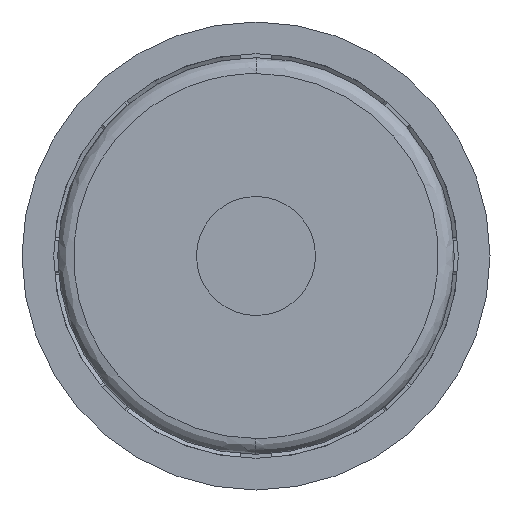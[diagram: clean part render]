
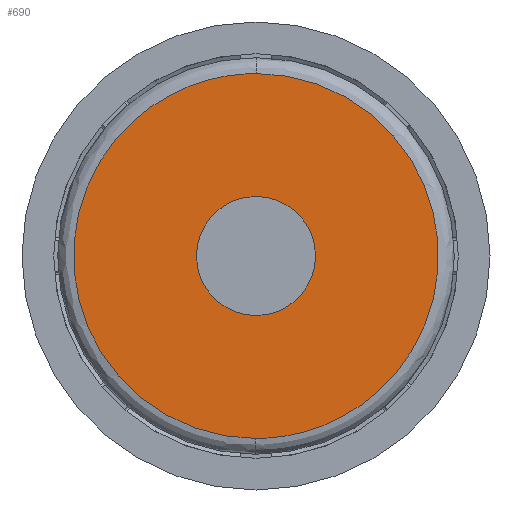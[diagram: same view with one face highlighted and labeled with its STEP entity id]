
A CAD part, front view. The second image highlights one B-rep face of the part: STEP entity #690.
In plain terms, the highlighted planar face has unit normal (0, -1, 0).
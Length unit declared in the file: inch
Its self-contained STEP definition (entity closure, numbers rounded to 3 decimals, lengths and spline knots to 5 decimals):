
#191 = FACE_OUTER_BOUND ( 'NONE', #9584, .T. ) ;
#668 = CARTESIAN_POINT ( 'NONE',  ( -0.56842, 0.35621, 2.74892 ) ) ;
#678 = DIRECTION ( 'NONE',  ( 0., -1., 0. ) ) ;
#690 = ADVANCED_FACE ( 'NONE', ( #4488, #191 ), #4705, .T. ) ;
#744 = CARTESIAN_POINT ( 'NONE',  ( 1.23967, 0.35621, 1.83757 ) ) ;
#763 = CIRCLE ( 'NONE', #5649, 0.29528 ) ;
#1207 = CARTESIAN_POINT ( 'NONE',  ( 1.24259, 0.35621, 2.74308 ) ) ;
#1461 = EDGE_CURVE ( 'NONE', #10222, #7066, #8547, .T. ) ;
#1473 = AXIS2_PLACEMENT_3D ( 'NONE', #7047, #678, #6305 ) ;
#1558 = DIRECTION ( 'NONE',  ( -0.003, 0., -1. ) ) ;
#1777 = CARTESIAN_POINT ( 'NONE',  ( 1.24062, 0.35621, 2.13285 ) ) ;
#2176 = EDGE_LOOP ( 'NONE', ( #2811, #8274 ) ) ;
#2287 = CARTESIAN_POINT ( 'NONE',  ( 1.23675, 0.35621, 0.93206 ) ) ;
#2604 = CARTESIAN_POINT ( 'NONE',  ( 1.23967, 0.35621, 1.83757 ) ) ;
#2696 =( BOUNDED_CURVE ( )  B_SPLINE_CURVE ( 3, ( #2287, #10264, #668, #6298 ),
 .UNSPECIFIED., .F., .F. ) 
 B_SPLINE_CURVE_WITH_KNOTS ( ( 4, 4 ),
 ( 0., 1. ),
 .UNSPECIFIED. ) 
 CURVE ( )  GEOMETRIC_REPRESENTATION_ITEM ( )  RATIONAL_B_SPLINE_CURVE ( ( 1., 0.333, 0.333, 1. ) ) 
 REPRESENTATION_ITEM ( '' )  );
#2811 = ORIENTED_EDGE ( 'NONE', *, *, #4197, .T. ) ;
#2821 = CARTESIAN_POINT ( 'NONE',  ( 3.0536, 0.35621, 2.73724 ) ) ;
#3424 = DIRECTION ( 'NONE',  ( -0.003, 0., -1. ) ) ;
#3715 = EDGE_CURVE ( 'NONE', #5117, #9363, #763, .T. ) ;
#3811 = ORIENTED_EDGE ( 'NONE', *, *, #5317, .F. ) ;
#4197 = EDGE_CURVE ( 'NONE', #9363, #5117, #9695, .T. ) ;
#4437 = CARTESIAN_POINT ( 'NONE',  ( 1.23675, 0.35621, 0.93206 ) ) ;
#4488 = FACE_BOUND ( 'NONE', #2176, .T. ) ;
#4705 = PLANE ( 'NONE',  #1473 ) ;
#5117 = VERTEX_POINT ( 'NONE', #1777 ) ;
#5317 = EDGE_CURVE ( 'NONE', #7066, #10222, #2696, .T. ) ;
#5649 = AXIS2_PLACEMENT_3D ( 'NONE', #2604, #8216, #3424 ) ;
#6298 = CARTESIAN_POINT ( 'NONE',  ( 1.24259, 0.35621, 2.74308 ) ) ;
#6305 = DIRECTION ( 'NONE',  ( -0.003, 0., -1. ) ) ;
#6369 = DIRECTION ( 'NONE',  ( 0., 1., 0. ) ) ;
#6412 = CARTESIAN_POINT ( 'NONE',  ( 1.23675, 0.35621, 0.93206 ) ) ;
#6752 = CARTESIAN_POINT ( 'NONE',  ( 1.23872, 0.35621, 1.5423 ) ) ;
#6807 = CARTESIAN_POINT ( 'NONE',  ( 1.24259, 0.35621, 2.74308 ) ) ;
#7047 = CARTESIAN_POINT ( 'NONE',  ( 1.53494, 0.35621, 1.83662 ) ) ;
#7066 = VERTEX_POINT ( 'NONE', #6412 ) ;
#7597 = ORIENTED_EDGE ( 'NONE', *, *, #1461, .F. ) ;
#8216 = DIRECTION ( 'NONE',  ( 0., 1., 0. ) ) ;
#8274 = ORIENTED_EDGE ( 'NONE', *, *, #3715, .T. ) ;
#8547 =( BOUNDED_CURVE ( )  B_SPLINE_CURVE ( 3, ( #6807, #2821, #9223, #4437 ),
 .UNSPECIFIED., .F., .F. ) 
 B_SPLINE_CURVE_WITH_KNOTS ( ( 4, 4 ),
 ( 0., 1. ),
 .UNSPECIFIED. ) 
 CURVE ( )  GEOMETRIC_REPRESENTATION_ITEM ( )  RATIONAL_B_SPLINE_CURVE ( ( 1., 0.333, 0.333, 1. ) ) 
 REPRESENTATION_ITEM ( '' )  );
#9223 = CARTESIAN_POINT ( 'NONE',  ( 3.04776, 0.35621, 0.92623 ) ) ;
#9363 = VERTEX_POINT ( 'NONE', #6752 ) ;
#9471 = AXIS2_PLACEMENT_3D ( 'NONE', #744, #6369, #1558 ) ;
#9584 = EDGE_LOOP ( 'NONE', ( #7597, #3811 ) ) ;
#9695 = CIRCLE ( 'NONE', #9471, 0.29528 ) ;
#10222 = VERTEX_POINT ( 'NONE', #1207 ) ;
#10264 = CARTESIAN_POINT ( 'NONE',  ( -0.57426, 0.35621, 0.9379 ) ) ;
